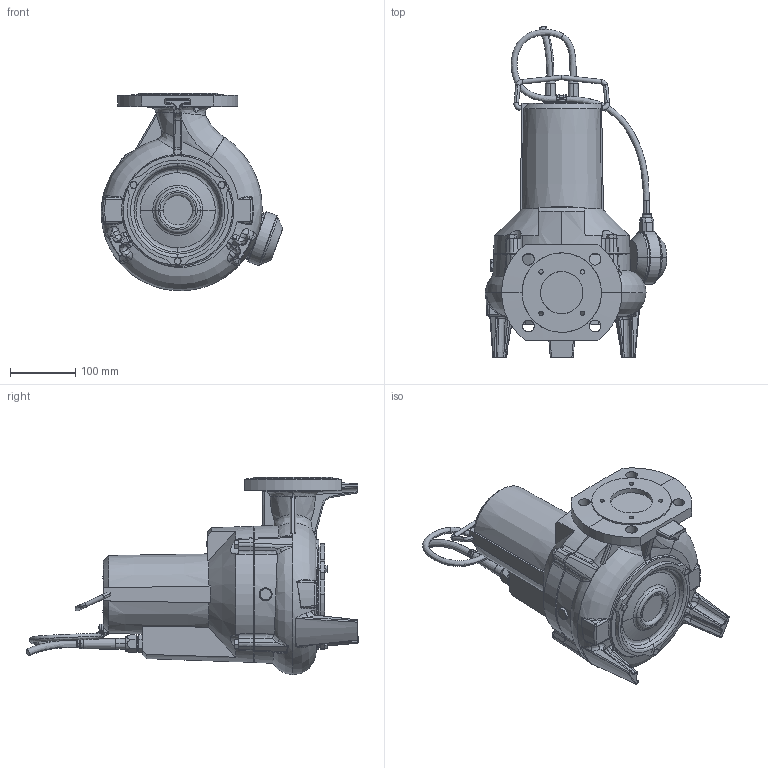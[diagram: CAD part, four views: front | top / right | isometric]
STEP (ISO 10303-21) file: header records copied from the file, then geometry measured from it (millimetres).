
FILE_DESCRIPTION (( 'STEP AP214' ), '1' );
FILE_NAME ('4_93_563_04_REV00.step', '2022-08-12T07:31:22', ( '' ), ( '' ), 'SwSTEP 2.0', 'SolidWorks 2020', '' );
FILE_SCHEMA (( 'AUTOMOTIVE_DESIGN' ));
Length unit declared in the file: millimetre
Products named in the file (2): 4_93_563_04_REV00; Copia di 72916^4_93_563_04_REV00
Assembly tree (1 placements, depth 2):
  4_93_563_04_REV00
    Copia di 72916^4_93_563_04_REV00
Bounding box: 278.98 x 510.03 x 303.57 mm (x, y, z)
Volume: 9546863.2 mm3; surface area: 568587.1 mm2
Topology: 23 solids, 23 shells, 1099 faces, 2757 edges, 1746 vertices
Faces by surface type: bspline 331, plane 323, cylinder 256, cone 167, torus 20, sphere 2
Entity records: 92316 total; most frequent: CARTESIAN_POINT 68379, ORIENTED_EDGE 5480, DIRECTION 3618, EDGE_CURVE 2740, VERTEX_POINT 1746, AXIS2_PLACEMENT_3D 1414, B_SPLINE_CURVE_WITH_KNOTS 1259, EDGE_LOOP 1200
